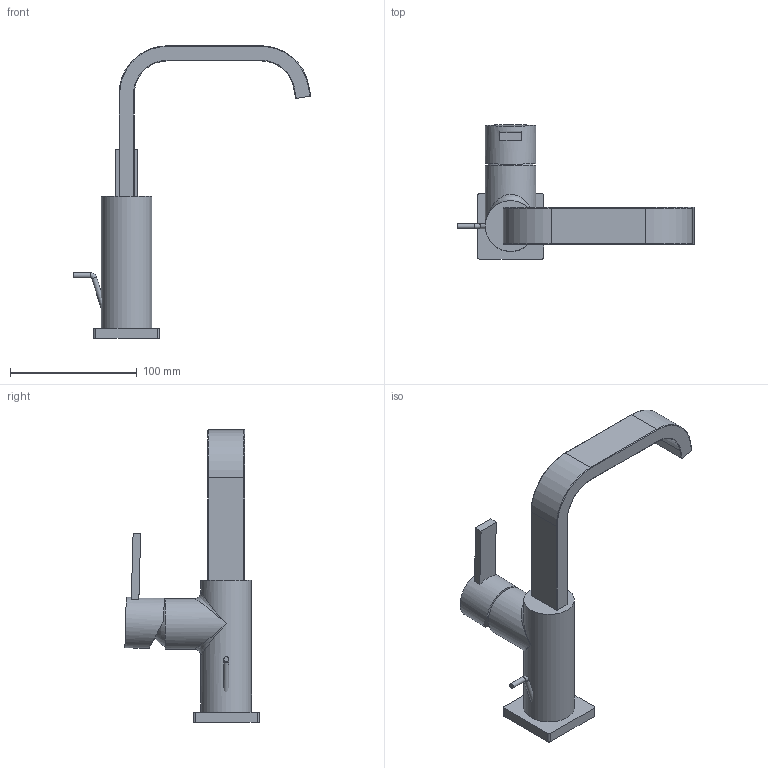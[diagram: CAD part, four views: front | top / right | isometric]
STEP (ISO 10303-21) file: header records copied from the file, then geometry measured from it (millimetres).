
FILE_DESCRIPTION(/* description */ ('Unknown'),/* implementation_level */ '2;1');
FILE_NAME(/* name */ '32146',/* time_stamp */ '2022-09-09T05:18:49+02:00',/* author */ ('Unknown'),/* organization */ ('GROHE AG'),/* preprocessor_version */ 'ST-DEVELOPER v16.7',/* originating_system */ 'DEX',/* authorisation */ $);
FILE_SCHEMA (('AUTOMOTIVE_DESIGN {1 0 10303 214 3 1 1}'));
Length unit declared in the file: millimetre
Products named in the file (3): 32146; id60
Assembly tree (2 placements, depth 2):
  32146
    32146
    id60
Bounding box: 187.31 x 106.03 x 231 mm (x, y, z)
Volume: 61185.4 mm3; surface area: 56988.1 mm2
Topology: 2 solids, 6 shells, 63 faces, 147 edges, 88 vertices
Faces by surface type: plane 26, cylinder 25, torus 9, bspline 2, sphere 1
Full cylindrical faces by diameter (mm): 4 x2, 40 x3
Entity records: 2552 total; most frequent: CARTESIAN_POINT 1061, DIRECTION 317, ORIENTED_EDGE 253, EDGE_CURVE 132, AXIS2_PLACEMENT_3D 125, VERTEX_POINT 85, EDGE_LOOP 71, FACE_BOUND 71
